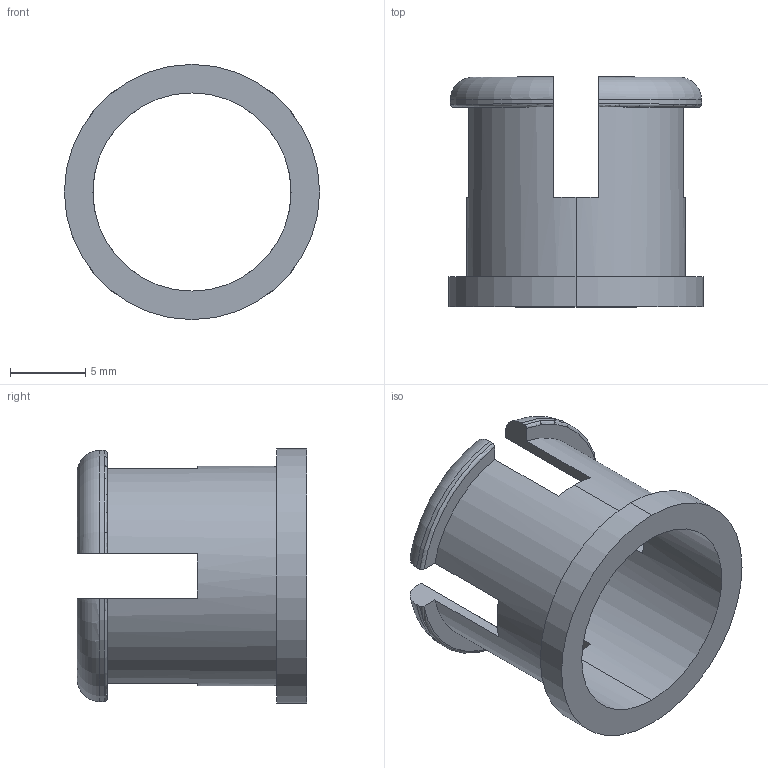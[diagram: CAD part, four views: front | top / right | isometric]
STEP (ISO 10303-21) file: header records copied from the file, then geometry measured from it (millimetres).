
FILE_DESCRIPTION (( 'STEP AP214' ), '1' );
FILE_NAME ('engsel kabel pergelangan jajal.STEP', '2025-05-22T10:19:42', ( '' ), ( '' ), 'SwSTEP 2.0', 'SolidWorks 2023', '' );
FILE_SCHEMA (( 'AUTOMOTIVE_DESIGN' ));
Length unit declared in the file: millimetre
Products named in the file (1): engsel kabel pergelangan jajal
Bounding box: 17 x 15.3 x 17 mm (x, y, z)
Volume: 589.9 mm3; surface area: 1473.6 mm2
Topology: 1 solids, 1 shells, 40 faces, 114 edges, 76 vertices
Faces by surface type: plane 22, cylinder 10, torus 8
Entity records: 1457 total; most frequent: CARTESIAN_POINT 371, ORIENTED_EDGE 228, DIRECTION 224, EDGE_CURVE 114, AXIS2_PLACEMENT_3D 85, VERTEX_POINT 76, LINE 54, VECTOR 54
